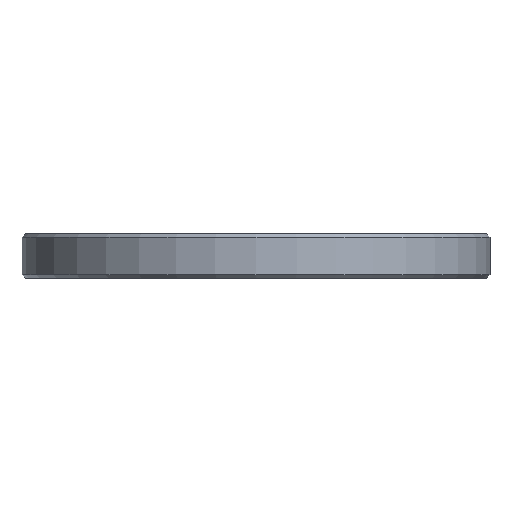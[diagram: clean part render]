
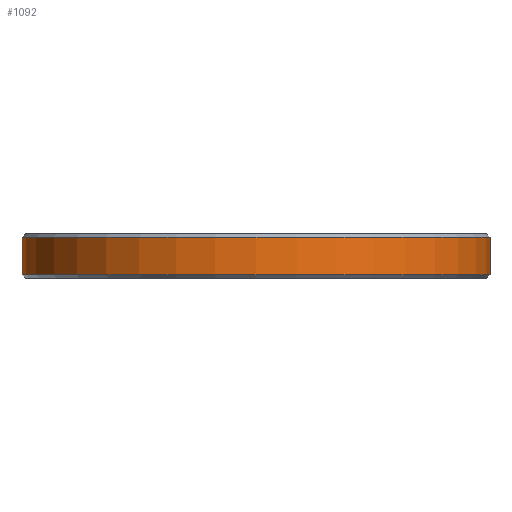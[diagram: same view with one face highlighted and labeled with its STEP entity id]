
A CAD part, front view. The second image highlights one B-rep face of the part: STEP entity #1092.
In plain terms, the highlighted cylindrical face has radius 34.8 mm (diameter 69.6 mm), a partial arc.
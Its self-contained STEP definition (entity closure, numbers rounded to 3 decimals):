
#132=FACE_OUTER_BOUND('',#212,.T.);
#212=EDGE_LOOP('',(#871,#872,#873,#874));
#283=LINE('',#1896,#378);
#303=LINE('',#2165,#398);
#378=VECTOR('',#1366,10.);
#398=VECTOR('',#1422,10.);
#463=CIRCLE('',#1182,34.8);
#471=CIRCLE('',#1195,34.8);
#507=VERTEX_POINT('',#1708);
#518=VERTEX_POINT('',#1815);
#524=VERTEX_POINT('',#1895);
#537=VERTEX_POINT('',#2013);
#622=EDGE_CURVE('',#518,#507,#463,.T.);
#630=EDGE_CURVE('',#524,#507,#283,.T.);
#647=EDGE_CURVE('',#524,#537,#471,.T.);
#664=EDGE_CURVE('',#537,#518,#303,.T.);
#871=ORIENTED_EDGE('',*,*,#622,.F.);
#872=ORIENTED_EDGE('',*,*,#664,.F.);
#873=ORIENTED_EDGE('',*,*,#647,.F.);
#874=ORIENTED_EDGE('',*,*,#630,.T.);
#1047=CYLINDRICAL_SURFACE('',#1205,34.8);
#1092=ADVANCED_FACE('',(#132),#1047,.T.);
#1182=AXIS2_PLACEMENT_3D('',#1850,#1350,#1351);
#1195=AXIS2_PLACEMENT_3D('',#2017,#1391,#1392);
#1205=AXIS2_PLACEMENT_3D('',#2166,#1423,#1424);
#1350=DIRECTION('center_axis',(0.,0.,-1.));
#1351=DIRECTION('ref_axis',(1.,0.,0.));
#1366=DIRECTION('',(0.,0.,-1.));
#1391=DIRECTION('center_axis',(0.,0.,1.));
#1392=DIRECTION('ref_axis',(1.,0.,0.));
#1422=DIRECTION('',(0.,0.,-1.));
#1423=DIRECTION('center_axis',(0.,0.,-1.));
#1424=DIRECTION('ref_axis',(0.,-1.,0.));
#1708=CARTESIAN_POINT('',(-17.636,-105.,-6.1));
#1815=CARTESIAN_POINT('',(17.636,-105.,-6.1));
#1850=CARTESIAN_POINT('Origin',(0.,-135.,-6.1));
#1895=CARTESIAN_POINT('',(-17.636,-105.,-0.5));
#1896=CARTESIAN_POINT('',(-17.636,-105.,0.));
#2013=CARTESIAN_POINT('',(17.636,-105.,-0.5));
#2017=CARTESIAN_POINT('Origin',(0.,-135.,-0.5));
#2165=CARTESIAN_POINT('',(17.636,-105.,0.));
#2166=CARTESIAN_POINT('Origin',(0.,-135.,0.));
